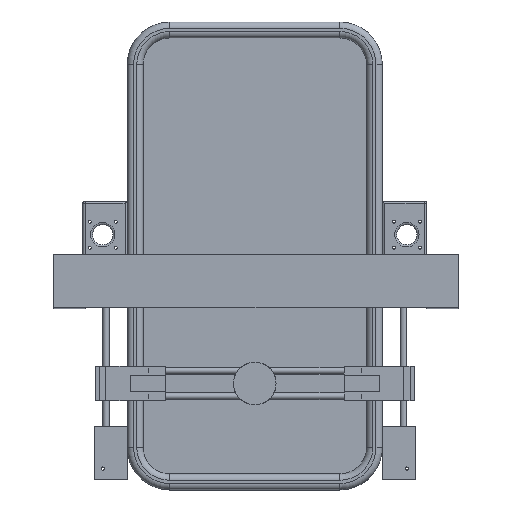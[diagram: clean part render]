
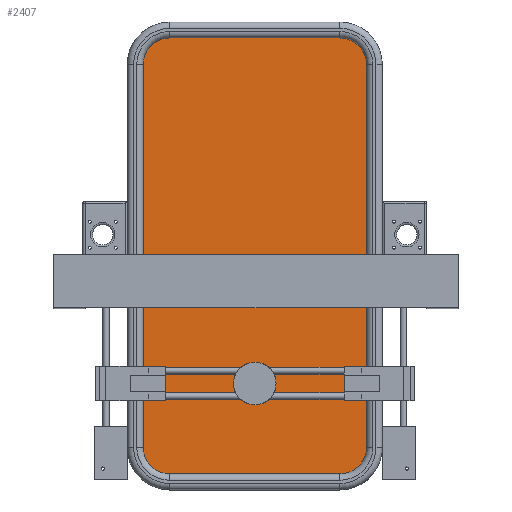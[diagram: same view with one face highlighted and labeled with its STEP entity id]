
A CAD part, top view. The second image highlights one B-rep face of the part: STEP entity #2407.
In plain terms, the highlighted planar face has unit normal (0, 0, 1).
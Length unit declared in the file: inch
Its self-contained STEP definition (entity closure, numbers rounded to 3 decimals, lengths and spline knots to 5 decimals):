
#2179=CIRCLE('',#11321,1.25);
#2181=CIRCLE('',#11325,1.25);
#2183=CIRCLE('',#11329,1.25);
#2185=CIRCLE('',#11333,1.25);
#2407=ADVANCED_FACE('',(#3111),#2833,.F.);
#2833=PLANE('',#11335);
#3111=FACE_OUTER_BOUND('',#3431,.T.);
#3431=EDGE_LOOP('',(#4148,#4149,#4150,#4151,#4152,#4153,#4154,#4155));
#4148=ORIENTED_EDGE('',*,*,#8722,.T.);
#4149=ORIENTED_EDGE('',*,*,#8742,.T.);
#4150=ORIENTED_EDGE('',*,*,#8740,.T.);
#4151=ORIENTED_EDGE('',*,*,#8737,.T.);
#4152=ORIENTED_EDGE('',*,*,#8734,.T.);
#4153=ORIENTED_EDGE('',*,*,#8731,.T.);
#4154=ORIENTED_EDGE('',*,*,#8728,.T.);
#4155=ORIENTED_EDGE('',*,*,#8725,.T.);
#7346=VERTEX_POINT('',#13852);
#7349=VERTEX_POINT('',#13857);
#7350=VERTEX_POINT('',#13861);
#7352=VERTEX_POINT('',#13867);
#7354=VERTEX_POINT('',#13873);
#7356=VERTEX_POINT('',#13879);
#7358=VERTEX_POINT('',#13885);
#7360=VERTEX_POINT('',#13891);
#8722=EDGE_CURVE('',#7346,#7349,#10333,.T.);
#8725=EDGE_CURVE('',#7350,#7346,#2179,.T.);
#8728=EDGE_CURVE('',#7352,#7350,#10337,.T.);
#8731=EDGE_CURVE('',#7354,#7352,#2181,.T.);
#8734=EDGE_CURVE('',#7356,#7354,#10341,.T.);
#8737=EDGE_CURVE('',#7358,#7356,#2183,.T.);
#8740=EDGE_CURVE('',#7360,#7358,#10345,.T.);
#8742=EDGE_CURVE('',#7349,#7360,#2185,.T.);
#10333=LINE('',#13858,#10826);
#10337=LINE('',#13870,#10830);
#10341=LINE('',#13882,#10834);
#10345=LINE('',#13894,#10838);
#10826=VECTOR('',#12034,1.);
#10830=VECTOR('',#12046,1.);
#10834=VECTOR('',#12058,1.);
#10838=VECTOR('',#12070,1.);
#11321=AXIS2_PLACEMENT_3D('',#13864,#12040,#12041);
#11325=AXIS2_PLACEMENT_3D('',#13876,#12052,#12053);
#11329=AXIS2_PLACEMENT_3D('',#13888,#12064,#12065);
#11333=AXIS2_PLACEMENT_3D('',#13897,#12075,#12076);
#11335=AXIS2_PLACEMENT_3D('',#13899,#12079,#12080);
#12034=DIRECTION('',(0.,-1.,0.));
#12040=DIRECTION('',(0.,0.,1.));
#12041=DIRECTION('',(1.,0.,0.));
#12046=DIRECTION('',(-1.,0.,0.));
#12052=DIRECTION('',(0.,0.,1.));
#12053=DIRECTION('',(1.,0.,0.));
#12058=DIRECTION('',(0.,1.,0.));
#12064=DIRECTION('',(0.,0.,1.));
#12065=DIRECTION('',(1.,0.,0.));
#12070=DIRECTION('',(1.,0.,0.));
#12075=DIRECTION('',(0.,0.,1.));
#12076=DIRECTION('',(1.,0.,0.));
#12079=DIRECTION('',(0.,0.,-1.));
#12080=DIRECTION('',(-1.,0.,0.));
#13852=CARTESIAN_POINT('',(-5.25,9.,3.25));
#13857=CARTESIAN_POINT('',(-5.25,-9.,3.25));
#13858=CARTESIAN_POINT('',(-5.25,-9.,3.25));
#13861=CARTESIAN_POINT('',(-4.,10.25,3.25));
#13864=CARTESIAN_POINT('',(-4.,9.,3.25));
#13867=CARTESIAN_POINT('',(4.,10.25,3.25));
#13870=CARTESIAN_POINT('',(-4.,10.25,3.25));
#13873=CARTESIAN_POINT('',(5.25,9.,3.25));
#13876=CARTESIAN_POINT('',(4.,9.,3.25));
#13879=CARTESIAN_POINT('',(5.25,-9.,3.25));
#13882=CARTESIAN_POINT('',(5.25,9.,3.25));
#13885=CARTESIAN_POINT('',(4.,-10.25,3.25));
#13888=CARTESIAN_POINT('',(4.,-9.,3.25));
#13891=CARTESIAN_POINT('',(-4.,-10.25,3.25));
#13894=CARTESIAN_POINT('',(4.,-10.25,3.25));
#13897=CARTESIAN_POINT('',(-4.,-9.,3.25));
#13899=CARTESIAN_POINT('',(-4.,9.,3.25));
